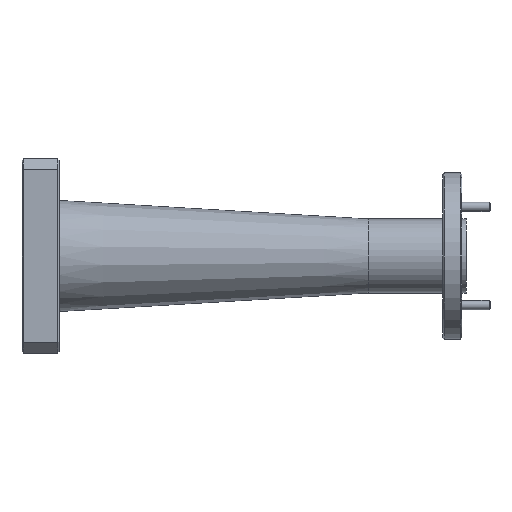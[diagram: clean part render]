
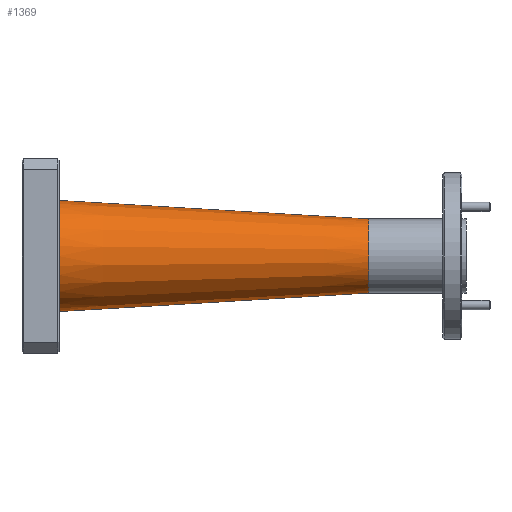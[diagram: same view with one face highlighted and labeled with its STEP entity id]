
A CAD part, front view. The second image highlights one B-rep face of the part: STEP entity #1369.
In plain terms, the highlighted conical face has half-angle 3.423 degrees and reference radius 6.35 mm.
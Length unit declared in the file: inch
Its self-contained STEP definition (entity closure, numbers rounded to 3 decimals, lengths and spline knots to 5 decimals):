
#68 = DIRECTION ( 'NONE',  ( -1., 0., 0. ) ) ;
#162 = CARTESIAN_POINT ( 'NONE',  ( 2.34, 0., -0.25 ) ) ;
#232 = CARTESIAN_POINT ( 'NONE',  ( 0.25, 0., 0. ) ) ;
#324 = DIRECTION ( 'NONE',  ( 0., 0., 1. ) ) ;
#498 = FACE_OUTER_BOUND ( 'NONE', #2746, .T. ) ;
#505 = ORIENTED_EDGE ( 'NONE', *, *, #2170, .T. ) ;
#563 = CARTESIAN_POINT ( 'NONE',  ( 2.34, 0., -0.25 ) ) ;
#587 = EDGE_CURVE ( 'NONE', #2155, #1685, #3149, .T. ) ;
#629 = CARTESIAN_POINT ( 'NONE',  ( 2.34, 0., 0.25 ) ) ;
#725 = CONICAL_SURFACE ( 'NONE', #2325, 0.25, 0.06 ) ;
#798 = EDGE_CURVE ( 'NONE', #2743, #2863, #1781, .T. ) ;
#833 = CIRCLE ( 'NONE', #929, 0.25 ) ;
#856 = VECTOR ( 'NONE', #2490, 39.37008 ) ;
#929 = AXIS2_PLACEMENT_3D ( 'NONE', #1646, #1179, #3143 ) ;
#1077 = CIRCLE ( 'NONE', #3049, 0.375 ) ;
#1179 = DIRECTION ( 'NONE',  ( -1., 0., 0. ) ) ;
#1369 = ADVANCED_FACE ( 'NONE', ( #498 ), #725, .T. ) ;
#1541 = CARTESIAN_POINT ( 'NONE',  ( 2.34, 0., 0. ) ) ;
#1596 = CARTESIAN_POINT ( 'NONE',  ( 2.34, 0., 0.25 ) ) ;
#1615 = CARTESIAN_POINT ( 'NONE',  ( 0.25, 0., -0.375 ) ) ;
#1646 = CARTESIAN_POINT ( 'NONE',  ( 2.34, 0., 0. ) ) ;
#1658 = EDGE_CURVE ( 'NONE', #2863, #1685, #1077, .T. ) ;
#1685 = VERTEX_POINT ( 'NONE', #2158 ) ;
#1781 = LINE ( 'NONE', #563, #856 ) ;
#1926 = ORIENTED_EDGE ( 'NONE', *, *, #1658, .F. ) ;
#1948 = ORIENTED_EDGE ( 'NONE', *, *, #798, .F. ) ;
#2084 = DIRECTION ( 'NONE',  ( -0.998, 0., 0.06 ) ) ;
#2155 = VERTEX_POINT ( 'NONE', #629 ) ;
#2158 = CARTESIAN_POINT ( 'NONE',  ( 0.25, 0., 0.375 ) ) ;
#2170 = EDGE_CURVE ( 'NONE', #2743, #2155, #833, .T. ) ;
#2325 = AXIS2_PLACEMENT_3D ( 'NONE', #1541, #68, #324 ) ;
#2490 = DIRECTION ( 'NONE',  ( -0.998, 0., -0.06 ) ) ;
#2562 = VECTOR ( 'NONE', #2084, 39.37008 ) ;
#2743 = VERTEX_POINT ( 'NONE', #162 ) ;
#2746 = EDGE_LOOP ( 'NONE', ( #1948, #505, #2860, #1926 ) ) ;
#2860 = ORIENTED_EDGE ( 'NONE', *, *, #587, .T. ) ;
#2863 = VERTEX_POINT ( 'NONE', #1615 ) ;
#3049 = AXIS2_PLACEMENT_3D ( 'NONE', #232, #3156, #3183 ) ;
#3143 = DIRECTION ( 'NONE',  ( 0., 0., 1. ) ) ;
#3149 = LINE ( 'NONE', #1596, #2562 ) ;
#3156 = DIRECTION ( 'NONE',  ( -1., 0., 0. ) ) ;
#3183 = DIRECTION ( 'NONE',  ( 0., 0., 1. ) ) ;
